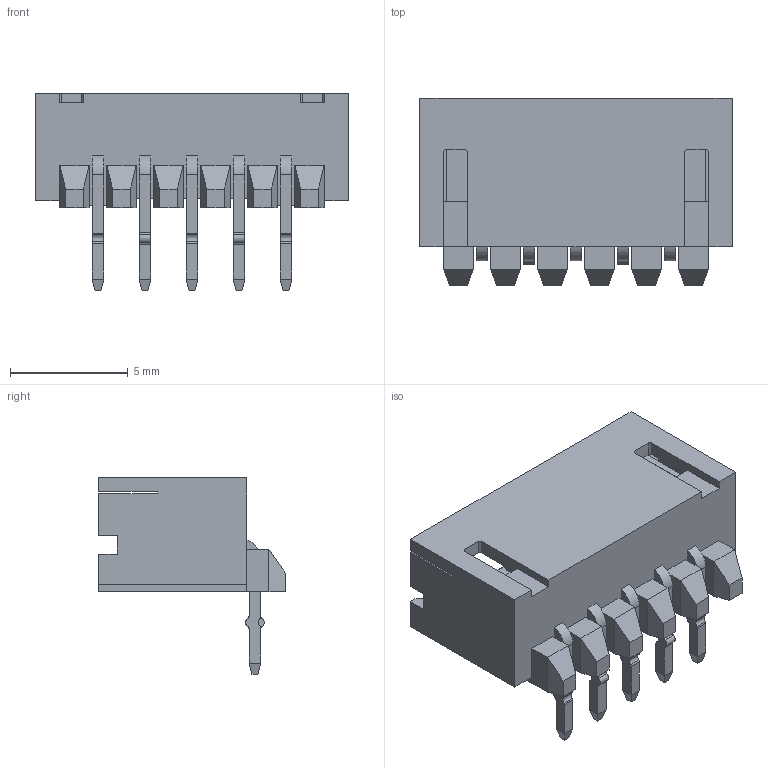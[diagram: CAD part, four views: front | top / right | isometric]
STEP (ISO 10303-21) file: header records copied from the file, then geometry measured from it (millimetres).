
FILE_DESCRIPTION((''),'2;1');
FILE_NAME('533250560','2016-10-03T',('rlalsangi'),(''),'PRO/ENGINEER BY PARAMETRIC TECHNOLOGY CORPORATION, 2012310','PRO/ENGINEER BY PARAMETRIC TECHNOLOGY CORPORATION, 2012310','');
FILE_SCHEMA(('CONFIG_CONTROL_DESIGN'));
Length unit declared in the file: millimetre
Products named in the file (1): 533250560
Bounding box: 13.3 x 7.95 x 8.35 mm (x, y, z)
Volume: 241.8 mm3; surface area: 648.7 mm2
Topology: 1 solids, 1 shells, 265 faces, 722 edges, 472 vertices
Faces by surface type: plane 225, cylinder 40
Entity records: 8220 total; most frequent: CARTESIAN_POINT 1437, ORIENTED_EDGE 1410, DIRECTION 1346, EDGE_CURVE 705, VECTOR 632, LINE 632, VERTEX_POINT 448, AXIS2_PLACEMENT_3D 357
